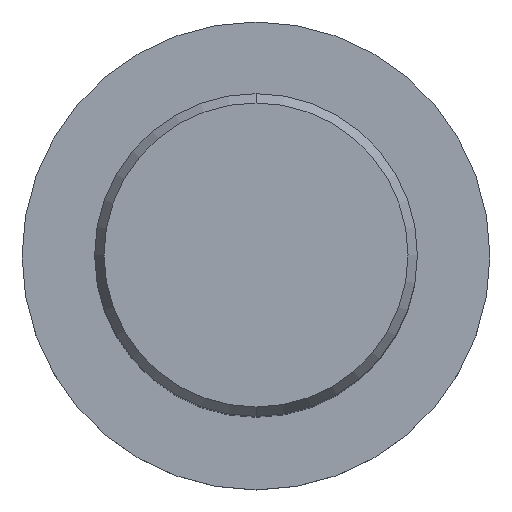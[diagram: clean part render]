
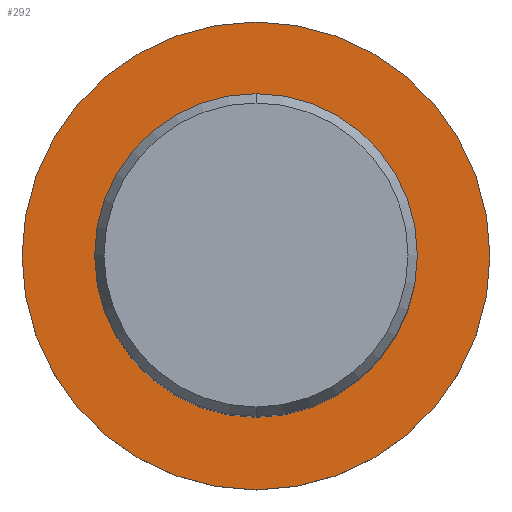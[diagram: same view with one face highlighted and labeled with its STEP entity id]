
A CAD part, top view. The second image highlights one B-rep face of the part: STEP entity #292.
In plain terms, the highlighted planar face has unit normal (0, 0, 1).
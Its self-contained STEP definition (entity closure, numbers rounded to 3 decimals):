
#232=EDGE_CURVE('',#376,#502,#568,.T.);
#292=ADVANCED_FACE('',(#632,#633),#634,.T.);
#302=EDGE_CURVE('',#502,#376,#644,.T.);
#376=VERTEX_POINT('',#731);
#382=EDGE_CURVE('',#476,#436,#737,.T.);
#436=VERTEX_POINT('',#797);
#446=EDGE_CURVE('',#436,#476,#807,.T.);
#476=VERTEX_POINT('',#838);
#502=VERTEX_POINT('',#866);
#568=CIRCLE('',#1002,20.0);
#632=FACE_BOUND('',#1173,.T.);
#633=FACE_OUTER_BOUND('',#1174,.T.);
#634=PLANE('',#1175);
#644=CIRCLE('',#1225,20.0);
#731=CARTESIAN_POINT('',(0.0,20.0,-70.0));
#737=CIRCLE('',#1402,29.0);
#797=CARTESIAN_POINT('',(0.,-29.0,-70.0));
#807=CIRCLE('',#1494,29.0);
#838=CARTESIAN_POINT('',(0.0,29.0,-70.0));
#866=CARTESIAN_POINT('',(0.,-20.0,-70.0));
#1002=AXIS2_PLACEMENT_3D('',#1643,#1644,#1645);
#1173=EDGE_LOOP('',(#1708,#1709));
#1174=EDGE_LOOP('',(#1710,#1711));
#1175=AXIS2_PLACEMENT_3D('',#1712,#1713,#1714);
#1225=AXIS2_PLACEMENT_3D('',#1716,#1717,#1718);
#1402=AXIS2_PLACEMENT_3D('',#1855,#1856,#1857);
#1494=AXIS2_PLACEMENT_3D('',#1935,#1936,#1937);
#1643=CARTESIAN_POINT('',(0.0,0.0,-70.0));
#1644=DIRECTION('',(-0.0,0.0,-1.0));
#1645=DIRECTION('',(0.0,1.0,0.0));
#1708=ORIENTED_EDGE('',*,*,#232,.T.);
#1709=ORIENTED_EDGE('',*,*,#302,.T.);
#1710=ORIENTED_EDGE('',*,*,#382,.F.);
#1711=ORIENTED_EDGE('',*,*,#446,.F.);
#1712=CARTESIAN_POINT('',(0.0,14.5,-70.0));
#1713=DIRECTION('',(-0.0,0.0,1.0));
#1714=DIRECTION('',(0.0,-1.0,0.0));
#1716=CARTESIAN_POINT('',(0.0,0.0,-70.0));
#1717=DIRECTION('',(-0.0,0.0,-1.0));
#1718=DIRECTION('',(0.0,1.0,0.0));
#1855=CARTESIAN_POINT('',(0.0,0.0,-70.0));
#1856=DIRECTION('',(0.0,0.0,-1.0));
#1857=DIRECTION('',(0.0,1.0,0.0));
#1935=CARTESIAN_POINT('',(0.0,0.0,-70.0));
#1936=DIRECTION('',(0.0,0.0,-1.0));
#1937=DIRECTION('',(0.0,1.0,0.0));
